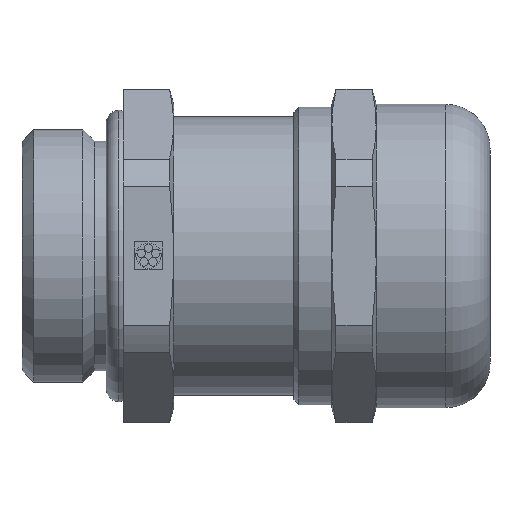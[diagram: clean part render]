
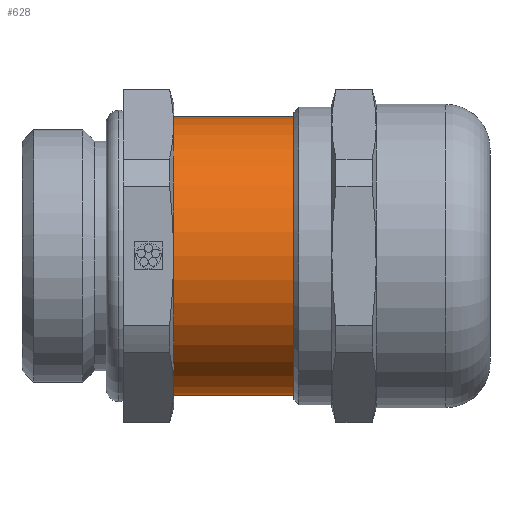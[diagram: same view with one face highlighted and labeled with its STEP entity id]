
A CAD part, top view. The second image highlights one B-rep face of the part: STEP entity #628.
In plain terms, the highlighted cylindrical face has radius 11 mm (diameter 22 mm), a partial arc.
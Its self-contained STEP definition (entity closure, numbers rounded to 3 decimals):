
#587=CARTESIAN_POINT('',(37.,-0.,0.));
#588=DIRECTION('',(-1.,0.,0.));
#589=DIRECTION('',(0.,1.,0.));
#590=AXIS2_PLACEMENT_3D('',#587,#588,#589);
#591=CYLINDRICAL_SURFACE('',#590,11.);
#592=CARTESIAN_POINT('',(11.99,-11.,-0.));
#593=VERTEX_POINT('',#592);
#594=CARTESIAN_POINT('',(21.5,-11.,-0.));
#595=VERTEX_POINT('',#594);
#596=CARTESIAN_POINT('',(11.99,-11.,-0.));
#597=DIRECTION('',(1.,-0.,-0.));
#598=VECTOR('',#597,9.51);
#599=LINE('',#596,#598);
#600=EDGE_CURVE('',#593,#595,#599,.T.);
#601=ORIENTED_EDGE('',*,*,#600,.T.);
#602=CARTESIAN_POINT('',(21.5,11.,-0.));
#603=VERTEX_POINT('',#602);
#604=CARTESIAN_POINT('',(21.5,-0.,0.));
#605=DIRECTION('',(1.,-0.,-0.));
#606=DIRECTION('',(0.,1.,0.));
#607=AXIS2_PLACEMENT_3D('',#604,#605,#606);
#608=CIRCLE('',#607,11.);
#609=EDGE_CURVE('',#603,#595,#608,.T.);
#610=ORIENTED_EDGE('',*,*,#609,.F.);
#611=CARTESIAN_POINT('',(11.99,11.,-0.));
#612=VERTEX_POINT('',#611);
#613=CARTESIAN_POINT('',(11.99,11.,0.));
#614=DIRECTION('',(1.,-0.,0.));
#615=VECTOR('',#614,9.51);
#616=LINE('',#613,#615);
#617=EDGE_CURVE('',#612,#603,#616,.T.);
#618=ORIENTED_EDGE('',*,*,#617,.F.);
#619=CARTESIAN_POINT('',(11.99,-0.,0.));
#620=DIRECTION('',(1.,-0.,-0.));
#621=DIRECTION('',(0.,1.,0.));
#622=AXIS2_PLACEMENT_3D('',#619,#620,#621);
#623=CIRCLE('',#622,11.);
#624=EDGE_CURVE('',#612,#593,#623,.T.);
#625=ORIENTED_EDGE('',*,*,#624,.T.);
#626=EDGE_LOOP('',(#601,#610,#618,#625));
#627=FACE_BOUND('',#626,.T.);
#628=ADVANCED_FACE('',(#627),#591,.T.);
